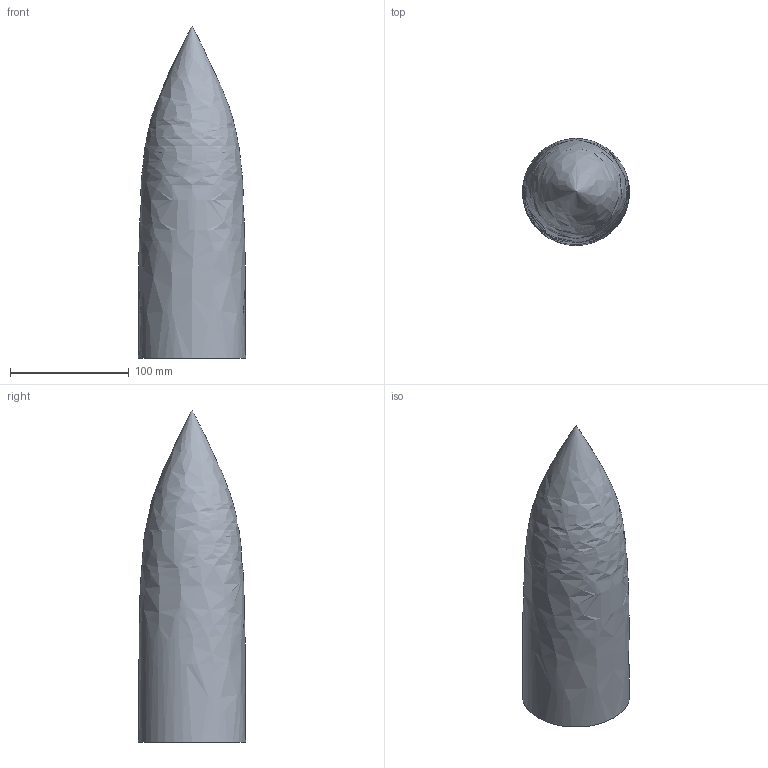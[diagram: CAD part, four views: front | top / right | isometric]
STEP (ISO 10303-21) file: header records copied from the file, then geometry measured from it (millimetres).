
FILE_DESCRIPTION(/* description */ (''),/* implementation_level */ '2;1');
FILE_NAME(/* name */ 'Nosce cone 1 v2.step',/* time_stamp */ '2023-05-20T11:44:46-04:00',/* author */ (''),/* organization */ (''),/* preprocessor_version */ 'ST-DEVELOPER v19.2',/* originating_system */ 'Autodesk Translation Framework v12.4.0.73',/* authorisation */ '');
FILE_SCHEMA (('AUTOMOTIVE_DESIGN { 1 0 10303 214 3 1 1 }'));
Length unit declared in the file: inch
Products named in the file (1): Nosce cone 1
Bounding box: 90.17 x 90.17 x 279.4 mm (x, y, z)
Volume: 415618 mm3; surface area: 120961.8 mm2
Topology: 1 solids, 2 shells, 7 faces, 16 edges, 10 vertices
Faces by surface type: cone 2, cylinder 2, plane 2, bspline 1
Full cylindrical faces by diameter (mm): 50.8 x1, 76.2 x1
Entity records: 247 total; most frequent: CARTESIAN_POINT 60, DIRECTION 34, ORIENTED_EDGE 28, EDGE_CURVE 14, AXIS2_PLACEMENT_3D 14, VERTEX_POINT 10, EDGE_LOOP 8, FACE_OUTER_BOUND 7
